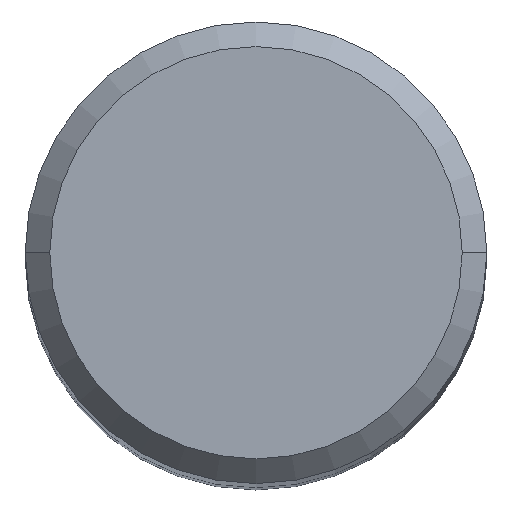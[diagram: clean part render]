
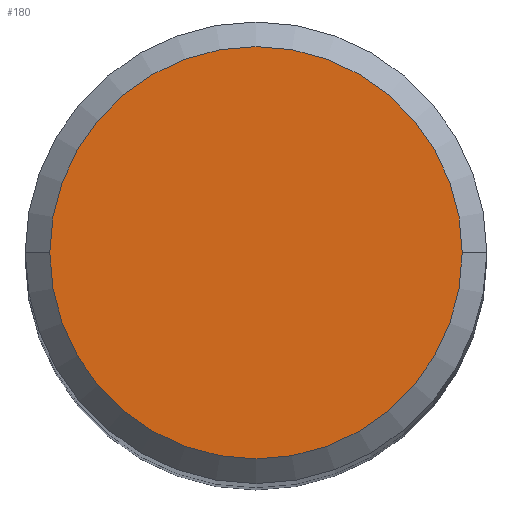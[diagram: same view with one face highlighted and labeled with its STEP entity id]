
A CAD part, top view. The second image highlights one B-rep face of the part: STEP entity #180.
In plain terms, the highlighted planar face has unit normal (0, 0, 1).
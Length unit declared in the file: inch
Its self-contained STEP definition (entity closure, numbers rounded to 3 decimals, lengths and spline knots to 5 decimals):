
#12 = CARTESIAN_POINT ( 'NONE',  ( 0., 0., 0. ) ) ;
#13 = EDGE_CURVE ( 'NONE', #202, #232, #47, .T. ) ;
#29 = ORIENTED_EDGE ( 'NONE', *, *, #13, .T. ) ;
#47 = CIRCLE ( 'NONE', #88, 0.1675 ) ;
#77 = CARTESIAN_POINT ( 'NONE',  ( 0., 0.1675, 0. ) ) ;
#88 = AXIS2_PLACEMENT_3D ( 'NONE', #209, #151, #91 ) ;
#91 = DIRECTION ( 'NONE',  ( 1., 0., 0. ) ) ;
#108 = PLANE ( 'NONE',  #130 ) ;
#115 = ORIENTED_EDGE ( 'NONE', *, *, #347, .T. ) ;
#130 = AXIS2_PLACEMENT_3D ( 'NONE', #77, #224, #343 ) ;
#151 = DIRECTION ( 'NONE',  ( 0., 0., 1. ) ) ;
#160 = CARTESIAN_POINT ( 'NONE',  ( -0.1675, 0., 0. ) ) ;
#164 = CARTESIAN_POINT ( 'NONE',  ( 0.1675, 0., 0. ) ) ;
#169 = CIRCLE ( 'NONE', #383, 0.1675 ) ;
#180 = ADVANCED_FACE ( 'NONE', ( #249 ), #108, .F. ) ;
#202 = VERTEX_POINT ( 'NONE', #164 ) ;
#209 = CARTESIAN_POINT ( 'NONE',  ( 0., 0., 0. ) ) ;
#224 = DIRECTION ( 'NONE',  ( 0., 0., -1. ) ) ;
#232 = VERTEX_POINT ( 'NONE', #160 ) ;
#249 = FACE_OUTER_BOUND ( 'NONE', #386, .T. ) ;
#251 = DIRECTION ( 'NONE',  ( 1., 0., 0. ) ) ;
#282 = DIRECTION ( 'NONE',  ( 0., 0., 1. ) ) ;
#343 = DIRECTION ( 'NONE',  ( -1., 0., 0. ) ) ;
#347 = EDGE_CURVE ( 'NONE', #232, #202, #169, .T. ) ;
#383 = AXIS2_PLACEMENT_3D ( 'NONE', #12, #282, #251 ) ;
#386 = EDGE_LOOP ( 'NONE', ( #115, #29 ) ) ;
